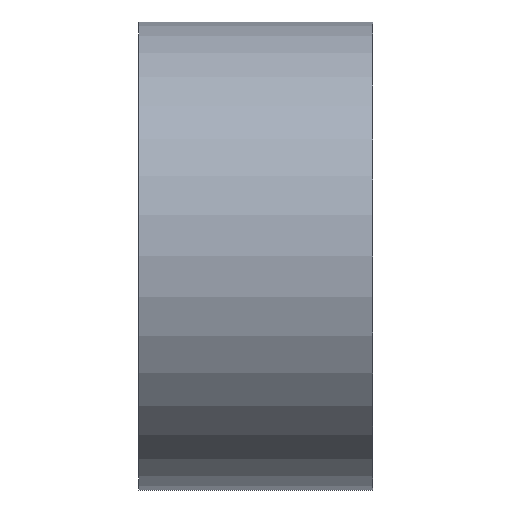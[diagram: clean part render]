
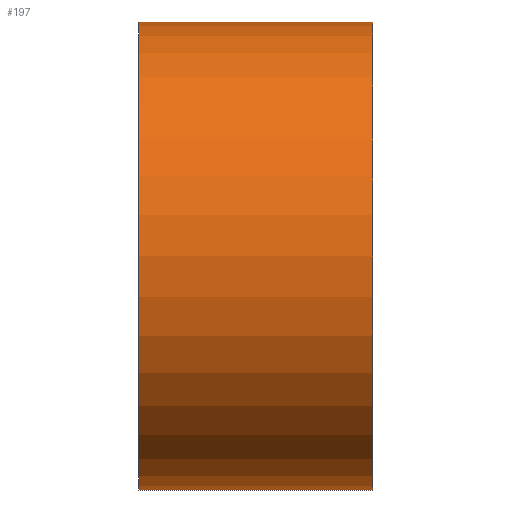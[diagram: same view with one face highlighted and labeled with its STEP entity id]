
A CAD part, front view. The second image highlights one B-rep face of the part: STEP entity #197.
In plain terms, the highlighted cylindrical face has radius 25.4 mm (diameter 50.8 mm), a partial arc.
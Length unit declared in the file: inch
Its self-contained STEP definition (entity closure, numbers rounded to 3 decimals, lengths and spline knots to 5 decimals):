
#8 = VERTEX_POINT ( 'NONE', #100 ) ;
#15 = EDGE_LOOP ( 'NONE', ( #468, #170, #570, #156 ) ) ;
#28 = LINE ( 'NONE', #384, #458 ) ;
#50 = DIRECTION ( 'NONE',  ( -1., 0., 0. ) ) ;
#61 = VECTOR ( 'NONE', #266, 39.37008 ) ;
#77 = VERTEX_POINT ( 'NONE', #314 ) ;
#82 = DIRECTION ( 'NONE',  ( -1., 0., 0. ) ) ;
#92 = CIRCLE ( 'NONE', #164, 1. ) ;
#100 = CARTESIAN_POINT ( 'NONE',  ( 0., 0., 1. ) ) ;
#156 = ORIENTED_EDGE ( 'NONE', *, *, #349, .T. ) ;
#164 = AXIS2_PLACEMENT_3D ( 'NONE', #326, #538, #396 ) ;
#170 = ORIENTED_EDGE ( 'NONE', *, *, #280, .F. ) ;
#197 = ADVANCED_FACE ( 'NONE', ( #236 ), #590, .T. ) ;
#224 = VERTEX_POINT ( 'NONE', #283 ) ;
#226 = DIRECTION ( 'NONE',  ( 1., 0., 0. ) ) ;
#229 = CARTESIAN_POINT ( 'NONE',  ( 1., 0., 0. ) ) ;
#236 = FACE_OUTER_BOUND ( 'NONE', #15, .T. ) ;
#266 = DIRECTION ( 'NONE',  ( -1., 0., 0. ) ) ;
#280 = EDGE_CURVE ( 'NONE', #77, #424, #446, .T. ) ;
#283 = CARTESIAN_POINT ( 'NONE',  ( 0., 0., -1. ) ) ;
#289 = CARTESIAN_POINT ( 'NONE',  ( 1., 0., -1. ) ) ;
#308 = LINE ( 'NONE', #467, #61 ) ;
#314 = CARTESIAN_POINT ( 'NONE',  ( 1., 0., 1. ) ) ;
#324 = EDGE_CURVE ( 'NONE', #424, #224, #308, .T. ) ;
#326 = CARTESIAN_POINT ( 'NONE',  ( 0., 0., 0. ) ) ;
#349 = EDGE_CURVE ( 'NONE', #8, #224, #92, .T. ) ;
#367 = DIRECTION ( 'NONE',  ( 0., 0., -1. ) ) ;
#384 = CARTESIAN_POINT ( 'NONE',  ( 1., 0., 1. ) ) ;
#396 = DIRECTION ( 'NONE',  ( 0., 0., -1. ) ) ;
#408 = CARTESIAN_POINT ( 'NONE',  ( 1., 0., 0. ) ) ;
#424 = VERTEX_POINT ( 'NONE', #289 ) ;
#446 = CIRCLE ( 'NONE', #524, 1. ) ;
#452 = EDGE_CURVE ( 'NONE', #77, #8, #28, .T. ) ;
#458 = VECTOR ( 'NONE', #82, 39.37008 ) ;
#467 = CARTESIAN_POINT ( 'NONE',  ( 1., 0., -1. ) ) ;
#468 = ORIENTED_EDGE ( 'NONE', *, *, #324, .F. ) ;
#524 = AXIS2_PLACEMENT_3D ( 'NONE', #408, #226, #367 ) ;
#538 = DIRECTION ( 'NONE',  ( 1., 0., 0. ) ) ;
#549 = DIRECTION ( 'NONE',  ( 0., 0., 1. ) ) ;
#552 = AXIS2_PLACEMENT_3D ( 'NONE', #229, #50, #549 ) ;
#570 = ORIENTED_EDGE ( 'NONE', *, *, #452, .T. ) ;
#590 = CYLINDRICAL_SURFACE ( 'NONE', #552, 1. ) ;
